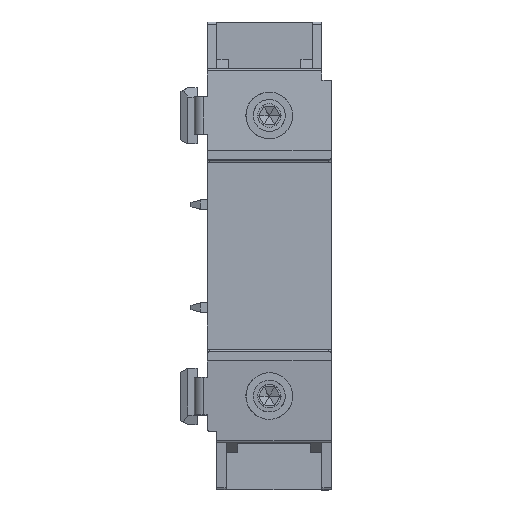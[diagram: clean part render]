
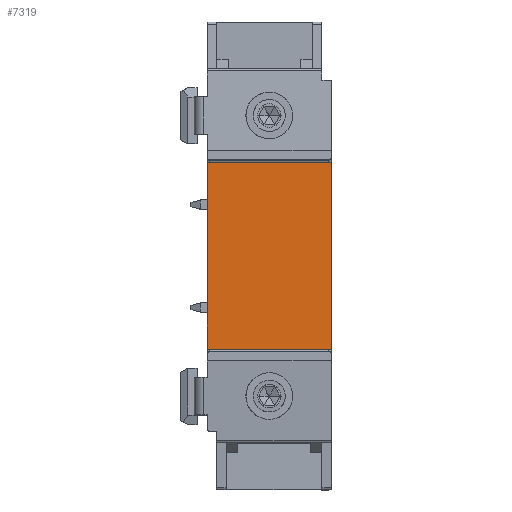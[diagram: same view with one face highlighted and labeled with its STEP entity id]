
A CAD part, top view. The second image highlights one B-rep face of the part: STEP entity #7319.
In plain terms, the highlighted planar face has unit normal (0, 0, 1).
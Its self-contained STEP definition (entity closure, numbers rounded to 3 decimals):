
#1276=DIRECTION('',(0.,-1.,0.));
#1277=VECTOR('',#1276,40.268);
#1278=CARTESIAN_POINT('',(18.656,21.724,36.));
#1279=LINE('',#1278,#1277);
#1280=CARTESIAN_POINT('',(19.156,22.59,36.));
#1281=DIRECTION('',(0.,0.,-1.));
#1282=DIRECTION('',(0.,-1.,0.));
#1283=AXIS2_PLACEMENT_3D('',#1280,#1281,#1282);
#1285=DIRECTION('',(1.,0.,0.));
#1286=VECTOR('',#1285,25.5);
#1287=CARTESIAN_POINT('',(19.156,21.59,36.));
#1288=LINE('',#1287,#1286);
#1289=CARTESIAN_POINT('',(44.656,22.59,36.));
#1290=DIRECTION('',(0.,0.,-1.));
#1291=DIRECTION('',(0.5,-0.866,0.));
#1292=AXIS2_PLACEMENT_3D('',#1289,#1290,#1291);
#1294=DIRECTION('',(0.,1.,0.));
#1295=VECTOR('',#1294,40.268);
#1296=CARTESIAN_POINT('',(45.156,-18.544,36.));
#1297=LINE('',#1296,#1295);
#1298=CARTESIAN_POINT('',(44.656,-19.41,36.));
#1299=DIRECTION('',(0.,0.,-1.));
#1300=DIRECTION('',(0.,1.,0.));
#1301=AXIS2_PLACEMENT_3D('',#1298,#1299,#1300);
#1303=DIRECTION('',(1.,0.,0.));
#1304=VECTOR('',#1303,25.5);
#1305=CARTESIAN_POINT('',(19.156,-18.41,36.));
#1306=LINE('',#1305,#1304);
#1307=CARTESIAN_POINT('',(19.156,-19.41,36.));
#1308=DIRECTION('',(0.,0.,-1.));
#1309=DIRECTION('',(-0.5,0.866,0.));
#1310=AXIS2_PLACEMENT_3D('',#1307,#1308,#1309);
#5584=CARTESIAN_POINT('',(18.656,21.724,36.));
#5585=CARTESIAN_POINT('',(18.656,-18.544,36.));
#5586=VERTEX_POINT('',#5584);
#5587=VERTEX_POINT('',#5585);
#5588=CARTESIAN_POINT('',(45.156,-18.544,36.));
#5589=CARTESIAN_POINT('',(45.156,21.724,36.));
#5590=VERTEX_POINT('',#5588);
#5591=VERTEX_POINT('',#5589);
#5594=CARTESIAN_POINT('',(19.156,21.59,36.));
#5595=CARTESIAN_POINT('',(44.656,21.59,36.));
#5596=VERTEX_POINT('',#5594);
#5597=VERTEX_POINT('',#5595);
#5598=CARTESIAN_POINT('',(19.156,-18.41,36.));
#5599=CARTESIAN_POINT('',(44.656,-18.41,36.));
#5600=VERTEX_POINT('',#5598);
#5601=VERTEX_POINT('',#5599);
#7299=CARTESIAN_POINT('',(31.906,1.59,36.));
#7300=DIRECTION('',(0.,0.,1.));
#7301=DIRECTION('',(0.,-1.,0.));
#7302=AXIS2_PLACEMENT_3D('',#7299,#7300,#7301);
#7303=PLANE('',#7302);
#7304=ORIENTED_EDGE('',*,*,#5959,.F.);
#7306=ORIENTED_EDGE('',*,*,#7305,.F.);
#7308=ORIENTED_EDGE('',*,*,#7307,.T.);
#7310=ORIENTED_EDGE('',*,*,#7309,.F.);
#7311=ORIENTED_EDGE('',*,*,#6535,.F.);
#7313=ORIENTED_EDGE('',*,*,#7312,.F.);
#7315=ORIENTED_EDGE('',*,*,#7314,.F.);
#7316=ORIENTED_EDGE('',*,*,#7283,.F.);
#7317=EDGE_LOOP('',(#7304,#7306,#7308,#7310,#7311,#7313,#7315,#7316));
#7318=FACE_OUTER_BOUND('',#7317,.F.);
#1284=CIRCLE('',#1283,1.);
#1293=CIRCLE('',#1292,1.);
#1302=CIRCLE('',#1301,1.);
#1311=CIRCLE('',#1310,1.);
#5959=EDGE_CURVE('',#5586,#5587,#1279,.T.);
#6535=EDGE_CURVE('',#5590,#5591,#1297,.T.);
#7283=EDGE_CURVE('',#5587,#5600,#1311,.T.);
#7305=EDGE_CURVE('',#5596,#5586,#1284,.T.);
#7307=EDGE_CURVE('',#5596,#5597,#1288,.T.);
#7309=EDGE_CURVE('',#5591,#5597,#1293,.T.);
#7312=EDGE_CURVE('',#5601,#5590,#1302,.T.);
#7314=EDGE_CURVE('',#5600,#5601,#1306,.T.);
#7319=ADVANCED_FACE('',(#7318),#7303,.T.);
